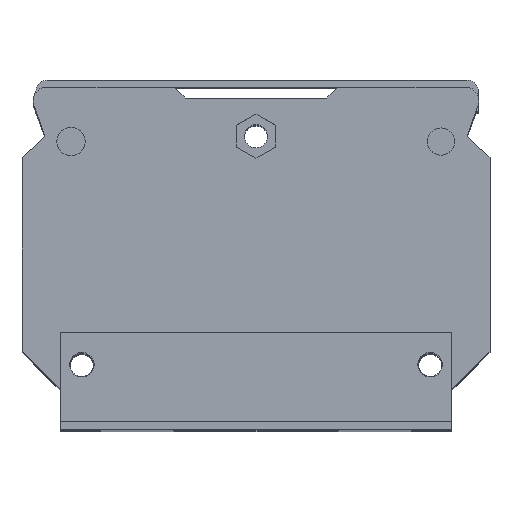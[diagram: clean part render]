
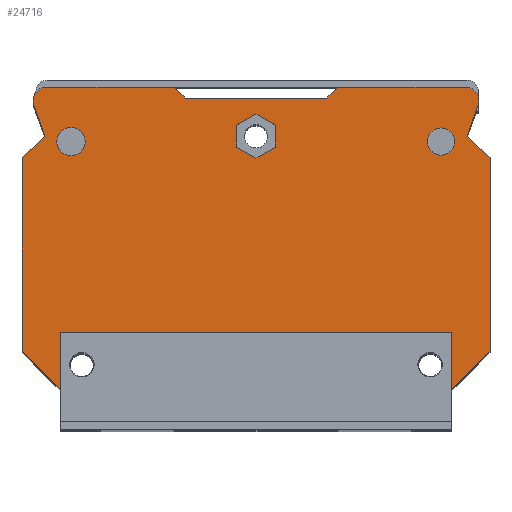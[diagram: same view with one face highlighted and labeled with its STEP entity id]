
A CAD part, top view. The second image highlights one B-rep face of the part: STEP entity #24716.
In plain terms, the highlighted planar face has unit normal (0, 0, 1).
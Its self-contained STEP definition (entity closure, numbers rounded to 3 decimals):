
#700=DIRECTION('',(-0.866,-0.5,0.));
#701=VECTOR('',#700,4.041);
#702=CARTESIAN_POINT('',(43.,58.041,-1.5));
#703=LINE('',#702,#701);
#704=DIRECTION('',(0.866,-0.5,0.));
#705=VECTOR('',#704,4.041);
#706=CARTESIAN_POINT('',(39.5,51.979,-1.5));
#707=LINE('',#706,#705);
#708=DIRECTION('',(0.866,0.5,0.));
#709=VECTOR('',#708,4.041);
#710=CARTESIAN_POINT('',(43.,49.959,-1.5));
#711=LINE('',#710,#709);
#712=DIRECTION('',(-0.866,0.5,0.));
#713=VECTOR('',#712,4.041);
#714=CARTESIAN_POINT('',(46.5,56.021,-1.5));
#715=LINE('',#714,#713);
#716=CARTESIAN_POINT('',(77.,53.,-1.5));
#717=DIRECTION('',(0.,0.,1.));
#718=DIRECTION('',(1.,0.,0.));
#719=AXIS2_PLACEMENT_3D('',#716,#717,#718);
#721=CARTESIAN_POINT('',(77.,53.,-1.5));
#722=DIRECTION('',(0.,0.,1.));
#723=DIRECTION('',(-1.,0.,0.));
#724=AXIS2_PLACEMENT_3D('',#721,#722,#723);
#726=CARTESIAN_POINT('',(9.,53.,-1.5));
#727=DIRECTION('',(0.,0.,1.));
#728=DIRECTION('',(1.,0.,0.));
#729=AXIS2_PLACEMENT_3D('',#726,#727,#728);
#731=CARTESIAN_POINT('',(9.,53.,-1.5));
#732=DIRECTION('',(0.,0.,1.));
#733=DIRECTION('',(-1.,0.,0.));
#734=AXIS2_PLACEMENT_3D('',#731,#732,#733);
#736=DIRECTION('',(0.,1.,0.));
#737=VECTOR('',#736,10.5);
#738=CARTESIAN_POINT('',(79.,7.5,-1.5));
#739=LINE('',#738,#737);
#740=DIRECTION('',(-1.,0.,0.));
#741=VECTOR('',#740,72.);
#742=CARTESIAN_POINT('',(79.,18.,-1.5));
#743=LINE('',#742,#741);
#744=DIRECTION('',(0.,1.,0.));
#745=VECTOR('',#744,10.5);
#746=CARTESIAN_POINT('',(7.,7.5,-1.5));
#747=LINE('',#746,#745);
#748=DIRECTION('',(-0.707,0.707,0.));
#749=VECTOR('',#748,9.899);
#750=CARTESIAN_POINT('',(7.,7.5,-1.5));
#751=LINE('',#750,#749);
#752=DIRECTION('',(0.724,0.69,0.));
#753=VECTOR('',#752,5.8);
#754=CARTESIAN_POINT('',(0.,50.,-1.5));
#755=LINE('',#754,#753);
#756=DIRECTION('',(-0.334,0.943,0.));
#757=VECTOR('',#756,6.01);
#758=CARTESIAN_POINT('',(4.2,54.,-1.5));
#759=LINE('',#758,#757);
#760=CARTESIAN_POINT('',(4.55,60.5,-1.5));
#761=DIRECTION('',(0.,0.,-1.));
#762=DIRECTION('',(-0.943,-0.334,0.));
#763=AXIS2_PLACEMENT_3D('',#760,#761,#762);
#765=CARTESIAN_POINT('',(4.55,60.5,-1.5));
#766=DIRECTION('',(0.,0.,-1.));
#767=DIRECTION('',(-1.,0.,0.));
#768=AXIS2_PLACEMENT_3D('',#765,#766,#767);
#770=DIRECTION('',(0.707,-0.707,0.));
#771=VECTOR('',#770,2.828);
#772=CARTESIAN_POINT('',(28.,63.,-1.5));
#773=LINE('',#772,#771);
#774=DIRECTION('',(0.707,0.707,0.));
#775=VECTOR('',#774,2.828);
#776=CARTESIAN_POINT('',(56.,61.,-1.5));
#777=LINE('',#776,#775);
#778=CARTESIAN_POINT('',(81.45,60.5,-1.5));
#779=DIRECTION('',(0.,0.,-1.));
#780=DIRECTION('',(0.,1.,0.));
#781=AXIS2_PLACEMENT_3D('',#778,#779,#780);
#783=CARTESIAN_POINT('',(81.45,60.5,-1.5));
#784=DIRECTION('',(0.,0.,-1.));
#785=DIRECTION('',(1.,0.,0.));
#786=AXIS2_PLACEMENT_3D('',#783,#784,#785);
#788=DIRECTION('',(-0.334,-0.943,0.));
#789=VECTOR('',#788,6.009);
#790=CARTESIAN_POINT('',(83.806,59.664,-1.5));
#791=LINE('',#790,#789);
#792=DIRECTION('',(0.724,-0.69,0.));
#793=VECTOR('',#792,5.8);
#794=CARTESIAN_POINT('',(81.8,54.,-1.5));
#795=LINE('',#794,#793);
#796=DIRECTION('',(-0.707,-0.707,0.));
#797=VECTOR('',#796,9.899);
#798=CARTESIAN_POINT('',(86.,14.5,-1.5));
#799=LINE('',#798,#797);
#800=DIRECTION('',(0.,1.,0.));
#801=VECTOR('',#800,4.041);
#802=CARTESIAN_POINT('',(39.5,51.979,-1.5));
#803=LINE('',#802,#801);
#820=DIRECTION('',(0.,-1.,0.));
#821=VECTOR('',#820,4.041);
#822=CARTESIAN_POINT('',(46.5,56.021,-1.5));
#823=LINE('',#822,#821);
#5095=DIRECTION('',(-1.,0.,0.));
#5096=VECTOR('',#5095,23.45);
#5097=CARTESIAN_POINT('',(28.,63.,-1.5));
#5098=LINE('',#5097,#5096);
#5192=DIRECTION('',(-1.,0.,0.));
#5193=VECTOR('',#5192,23.45);
#5194=CARTESIAN_POINT('',(81.45,63.,-1.5));
#5195=LINE('',#5194,#5193);
#5320=DIRECTION('',(-1.,0.,0.));
#5321=VECTOR('',#5320,26.);
#5322=CARTESIAN_POINT('',(56.,61.,-1.5));
#5323=LINE('',#5322,#5321);
#7406=DIRECTION('',(0.,1.,0.));
#7407=VECTOR('',#7406,35.5);
#7408=CARTESIAN_POINT('',(86.,14.5,-1.5));
#7409=LINE('',#7408,#7407);
#7620=DIRECTION('',(0.,-1.,0.));
#7621=VECTOR('',#7620,35.5);
#7622=CARTESIAN_POINT('',(0.,50.,-1.5));
#7623=LINE('',#7622,#7621);
#18797=CARTESIAN_POINT('',(0.,14.5,-1.5));
#18799=VERTEX_POINT('',#18797);
#18808=CARTESIAN_POINT('',(86.,14.5,-1.5));
#18810=VERTEX_POINT('',#18808);
#20073=CARTESIAN_POINT('',(56.,61.,-1.5));
#20074=CARTESIAN_POINT('',(58.,63.,-1.5));
#20075=VERTEX_POINT('',#20073);
#20076=VERTEX_POINT('',#20074);
#20077=CARTESIAN_POINT('',(81.45,63.,-1.5));
#20078=CARTESIAN_POINT('',(83.95,60.5,-1.5));
#20079=VERTEX_POINT('',#20077);
#20080=VERTEX_POINT('',#20078);
#20081=CARTESIAN_POINT('',(83.806,59.664,-1.5));
#20082=VERTEX_POINT('',#20081);
#20083=CARTESIAN_POINT('',(81.8,54.,-1.5));
#20084=VERTEX_POINT('',#20083);
#20085=CARTESIAN_POINT('',(86.,50.,-1.5));
#20086=VERTEX_POINT('',#20085);
#20087=CARTESIAN_POINT('',(0.,50.,-1.5));
#20088=VERTEX_POINT('',#20087);
#20089=CARTESIAN_POINT('',(4.2,54.,-1.5));
#20090=VERTEX_POINT('',#20089);
#20091=CARTESIAN_POINT('',(2.193,59.665,-1.5));
#20092=VERTEX_POINT('',#20091);
#20093=CARTESIAN_POINT('',(2.05,60.5,-1.5));
#20094=VERTEX_POINT('',#20093);
#20095=CARTESIAN_POINT('',(4.55,63.,-1.5));
#20096=VERTEX_POINT('',#20095);
#20097=CARTESIAN_POINT('',(28.,63.,-1.5));
#20098=VERTEX_POINT('',#20097);
#20099=CARTESIAN_POINT('',(30.,61.,-1.5));
#20100=VERTEX_POINT('',#20099);
#20101=CARTESIAN_POINT('',(43.,58.041,-1.5));
#20102=CARTESIAN_POINT('',(39.5,56.021,-1.5));
#20103=VERTEX_POINT('',#20101);
#20104=VERTEX_POINT('',#20102);
#20105=CARTESIAN_POINT('',(39.5,51.979,-1.5));
#20106=VERTEX_POINT('',#20105);
#20107=CARTESIAN_POINT('',(43.,49.959,-1.5));
#20108=VERTEX_POINT('',#20107);
#20109=CARTESIAN_POINT('',(46.5,51.979,-1.5));
#20110=VERTEX_POINT('',#20109);
#20111=CARTESIAN_POINT('',(46.5,56.021,-1.5));
#20112=VERTEX_POINT('',#20111);
#20113=CARTESIAN_POINT('',(79.5,53.,-1.5));
#20114=CARTESIAN_POINT('',(74.5,53.,-1.5));
#20115=VERTEX_POINT('',#20113);
#20116=VERTEX_POINT('',#20114);
#20117=CARTESIAN_POINT('',(11.6,53.,-1.5));
#20118=CARTESIAN_POINT('',(6.4,53.,-1.5));
#20119=VERTEX_POINT('',#20117);
#20120=VERTEX_POINT('',#20118);
#23381=CARTESIAN_POINT('',(7.,7.5,-1.5));
#23383=VERTEX_POINT('',#23381);
#23425=CARTESIAN_POINT('',(79.,7.5,-1.5));
#23427=VERTEX_POINT('',#23425);
#23432=CARTESIAN_POINT('',(79.,18.,-1.5));
#23433=VERTEX_POINT('',#23432);
#23434=CARTESIAN_POINT('',(7.,18.,-1.5));
#23435=VERTEX_POINT('',#23434);
#24645=CARTESIAN_POINT('',(43.,31.5,-1.5));
#24646=DIRECTION('',(0.,0.,1.));
#24647=DIRECTION('',(-1.,0.,0.));
#24648=AXIS2_PLACEMENT_3D('',#24645,#24646,#24647);
#24649=PLANE('',#24648);
#24651=ORIENTED_EDGE('',*,*,#24650,.T.);
#24653=ORIENTED_EDGE('',*,*,#24652,.T.);
#24655=ORIENTED_EDGE('',*,*,#24654,.F.);
#24657=ORIENTED_EDGE('',*,*,#24656,.T.);
#24659=ORIENTED_EDGE('',*,*,#24658,.F.);
#24661=ORIENTED_EDGE('',*,*,#24660,.T.);
#24663=ORIENTED_EDGE('',*,*,#24662,.T.);
#24665=ORIENTED_EDGE('',*,*,#24664,.T.);
#24667=ORIENTED_EDGE('',*,*,#24666,.T.);
#24669=ORIENTED_EDGE('',*,*,#24668,.F.);
#24671=ORIENTED_EDGE('',*,*,#24670,.T.);
#24673=ORIENTED_EDGE('',*,*,#24672,.F.);
#24675=ORIENTED_EDGE('',*,*,#24674,.T.);
#24677=ORIENTED_EDGE('',*,*,#24676,.F.);
#24679=ORIENTED_EDGE('',*,*,#24678,.T.);
#24681=ORIENTED_EDGE('',*,*,#24680,.T.);
#24683=ORIENTED_EDGE('',*,*,#24682,.T.);
#24685=ORIENTED_EDGE('',*,*,#24684,.T.);
#24687=ORIENTED_EDGE('',*,*,#24686,.F.);
#24688=ORIENTED_EDGE('',*,*,#23693,.T.);
#24689=EDGE_LOOP('',(#24651,#24653,#24655,#24657,#24659,#24661,#24663,#24665,
#24667,#24669,#24671,#24673,#24675,#24677,#24679,#24681,#24683,#24685,#24687,
#24688));
#24690=FACE_OUTER_BOUND('',#24689,.F.);
#24692=ORIENTED_EDGE('',*,*,#24691,.T.);
#24694=ORIENTED_EDGE('',*,*,#24693,.T.);
#24695=EDGE_LOOP('',(#24692,#24694));
#24696=FACE_BOUND('',#24695,.F.);
#24698=ORIENTED_EDGE('',*,*,#24697,.T.);
#24700=ORIENTED_EDGE('',*,*,#24699,.T.);
#24701=EDGE_LOOP('',(#24698,#24700));
#24702=FACE_BOUND('',#24701,.F.);
#24703=ORIENTED_EDGE('',*,*,#24635,.T.);
#24705=ORIENTED_EDGE('',*,*,#24704,.F.);
#24707=ORIENTED_EDGE('',*,*,#24706,.T.);
#24709=ORIENTED_EDGE('',*,*,#24708,.T.);
#24711=ORIENTED_EDGE('',*,*,#24710,.F.);
#24713=ORIENTED_EDGE('',*,*,#24712,.T.);
#24714=EDGE_LOOP('',(#24703,#24705,#24707,#24709,#24711,#24713));
#24715=FACE_BOUND('',#24714,.F.);
#720=CIRCLE('',#719,2.5);
#725=CIRCLE('',#724,2.5);
#730=CIRCLE('',#729,2.6);
#735=CIRCLE('',#734,2.6);
#764=CIRCLE('',#763,2.5);
#769=CIRCLE('',#768,2.5);
#782=CIRCLE('',#781,2.5);
#787=CIRCLE('',#786,2.5);
#23693=EDGE_CURVE('',#18810,#23427,#799,.T.);
#24635=EDGE_CURVE('',#20103,#20104,#703,.T.);
#24650=EDGE_CURVE('',#23427,#23433,#739,.T.);
#24652=EDGE_CURVE('',#23433,#23435,#743,.T.);
#24654=EDGE_CURVE('',#23383,#23435,#747,.T.);
#24656=EDGE_CURVE('',#23383,#18799,#751,.T.);
#24658=EDGE_CURVE('',#20088,#18799,#7623,.T.);
#24660=EDGE_CURVE('',#20088,#20090,#755,.T.);
#24662=EDGE_CURVE('',#20090,#20092,#759,.T.);
#24664=EDGE_CURVE('',#20092,#20094,#764,.T.);
#24666=EDGE_CURVE('',#20094,#20096,#769,.T.);
#24668=EDGE_CURVE('',#20098,#20096,#5098,.T.);
#24670=EDGE_CURVE('',#20098,#20100,#773,.T.);
#24672=EDGE_CURVE('',#20075,#20100,#5323,.T.);
#24674=EDGE_CURVE('',#20075,#20076,#777,.T.);
#24676=EDGE_CURVE('',#20079,#20076,#5195,.T.);
#24678=EDGE_CURVE('',#20079,#20080,#782,.T.);
#24680=EDGE_CURVE('',#20080,#20082,#787,.T.);
#24682=EDGE_CURVE('',#20082,#20084,#791,.T.);
#24684=EDGE_CURVE('',#20084,#20086,#795,.T.);
#24686=EDGE_CURVE('',#18810,#20086,#7409,.T.);
#24691=EDGE_CURVE('',#20115,#20116,#720,.T.);
#24693=EDGE_CURVE('',#20116,#20115,#725,.T.);
#24697=EDGE_CURVE('',#20119,#20120,#730,.T.);
#24699=EDGE_CURVE('',#20120,#20119,#735,.T.);
#24704=EDGE_CURVE('',#20106,#20104,#803,.T.);
#24706=EDGE_CURVE('',#20106,#20108,#707,.T.);
#24708=EDGE_CURVE('',#20108,#20110,#711,.T.);
#24710=EDGE_CURVE('',#20112,#20110,#823,.T.);
#24712=EDGE_CURVE('',#20112,#20103,#715,.T.);
#24716=ADVANCED_FACE('',(#24690,#24696,#24702,#24715),#24649,.T.);
